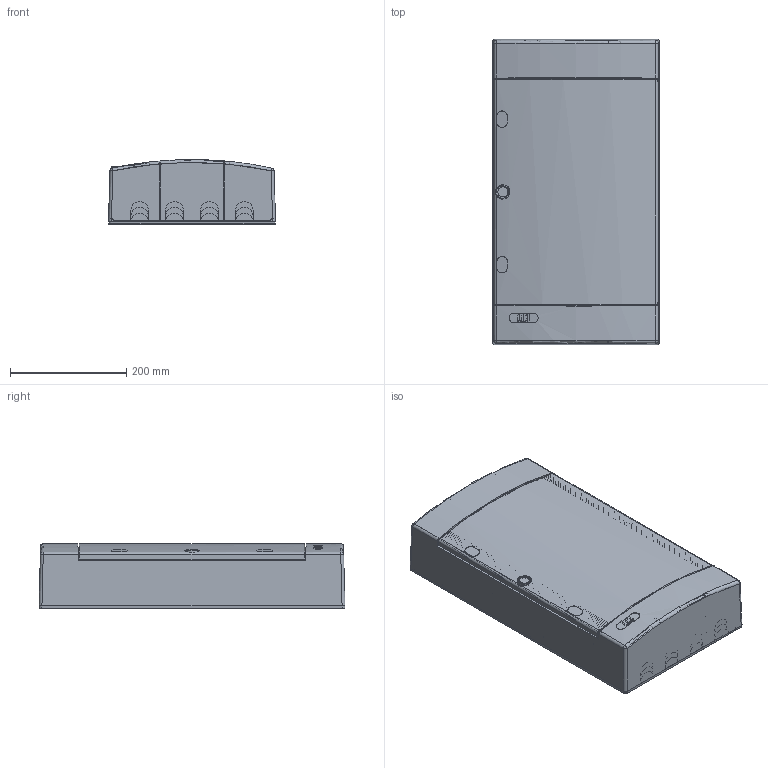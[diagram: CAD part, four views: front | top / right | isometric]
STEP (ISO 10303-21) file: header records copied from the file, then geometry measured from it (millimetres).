
FILE_DESCRIPTION((''),'2;1');
FILE_NAME('N36C_ASM','2021-02-19T',('marketing.praksa'),('Audax d.o.o.'),'CREO PARAMETRIC BY PTC INC, 2017480','CREO PARAMETRIC BY PTC INC, 2017480','');
FILE_SCHEMA(('AUTOMOTIVE_DESIGN { 1 0 10303 214 1 1 1 1 }'));
Products named in the file (23): DNO_N36-C_PRODUZENO; MASKLA_N36-C_PRODUZENO_KONACNI_; VRATA_TROREDNE_TABLE; N36C_1_ASM; PRT0058; PRT0059; PRT0060; PRT0061; PRT0072; PRT0073; PRT0075; PRT0076; PRT0077; PRT0078; PRT0079; PRT0080; PRT0081; ETI_LOGO_1_1_1_1_1_2_3_4_5_6; ETI_LOGO_2_1_1_1_1_2_3_4_5_6; ETI_LOGO_3_1_1_1_1_2_3_4_5_6; ETI_LOGO_ASM_1_1_ASM_1_1_2_3__5_ASM; ASM0016_ASM; N36C_ASM
Assembly tree (22 placements, depth 4):
  N36C_ASM
    N36C_1_ASM
      DNO_N36-C_PRODUZENO
      MASKLA_N36-C_PRODUZENO_KONACNI_
      VRATA_TROREDNE_TABLE
    PRT0058
    PRT0059
    PRT0060
    PRT0061
    PRT0072
    PRT0073
    PRT0075
    PRT0076
    PRT0077
    PRT0078
    PRT0079
    PRT0080
    PRT0081
    ASM0016_ASM
      ETI_LOGO_ASM_1_1_ASM_1_1_2_3__5_ASM
        ETI_LOGO_1_1_1_1_1_2_3_4_5_6
        ETI_LOGO_2_1_1_1_1_2_3_4_5_6
        ETI_LOGO_3_1_1_1_1_2_3_4_5_6
Bounding box: 286.8 x 525.6 x 111.6 mm (x, y, z)
Volume: 1333013.8 mm3; surface area: 1328300.4 mm2
Topology: 19 solids, 19 shells, 3935 faces, 10938 edges, 7140 vertices
Faces by surface type: plane 2448, cylinder 998, cone 303, torus 86, sphere 50, bspline 44, extrusion 6
Entity records: 191902 total; most frequent: CARTESIAN_POINT 29421, ORIENTED_EDGE 21764, DIRECTION 20888, PRESENTATION_STYLE_ASSIGNMENT 14752, STYLED_ITEM 14752, CURVE_STYLE 10888, EDGE_CURVE 10882, VERTEX_POINT 7140
